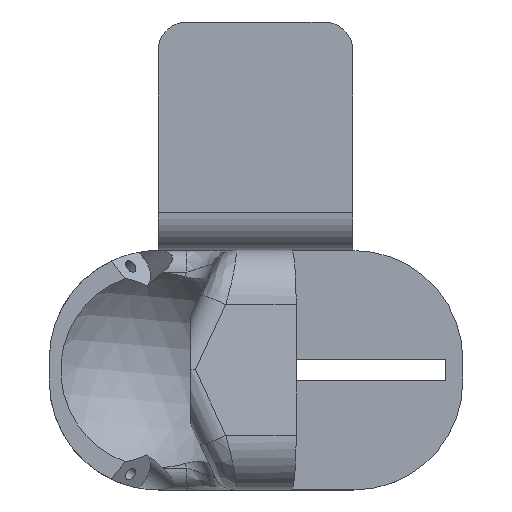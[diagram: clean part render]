
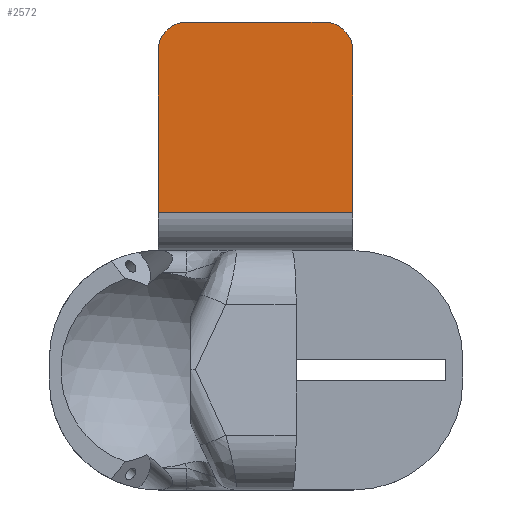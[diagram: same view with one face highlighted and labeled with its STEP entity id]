
A CAD part, top view. The second image highlights one B-rep face of the part: STEP entity #2572.
In plain terms, the highlighted planar face has unit normal (0, 0, 1).
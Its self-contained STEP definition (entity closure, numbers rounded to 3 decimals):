
#182=CIRCLE('',#2827,2.65);
#183=CIRCLE('',#2830,2.65);
#314=FACE_OUTER_BOUND('',#475,.T.);
#475=EDGE_LOOP('',(#2215,#2216,#2217,#2218,#2219,#2220));
#610=LINE('',#4217,#867);
#618=LINE('',#4234,#875);
#701=LINE('',#4409,#958);
#704=LINE('',#4417,#961);
#867=VECTOR('',#3300,10.);
#875=VECTOR('',#3312,10.);
#958=VECTOR('',#3467,10.);
#961=VECTOR('',#3476,10.);
#1149=VERTEX_POINT('',#4214);
#1150=VERTEX_POINT('',#4216);
#1157=VERTEX_POINT('',#4232);
#1213=VERTEX_POINT('',#4408);
#1214=VERTEX_POINT('',#4412);
#1215=VERTEX_POINT('',#4416);
#1455=EDGE_CURVE('',#1149,#1150,#610,.T.);
#1464=EDGE_CURVE('',#1149,#1157,#618,.T.);
#1549=EDGE_CURVE('',#1213,#1150,#701,.T.);
#1551=EDGE_CURVE('',#1214,#1213,#182,.T.);
#1553=EDGE_CURVE('',#1215,#1214,#704,.T.);
#1555=EDGE_CURVE('',#1157,#1215,#183,.T.);
#2215=ORIENTED_EDGE('',*,*,#1455,.F.);
#2216=ORIENTED_EDGE('',*,*,#1464,.T.);
#2217=ORIENTED_EDGE('',*,*,#1555,.T.);
#2218=ORIENTED_EDGE('',*,*,#1553,.T.);
#2219=ORIENTED_EDGE('',*,*,#1551,.T.);
#2220=ORIENTED_EDGE('',*,*,#1549,.T.);
#2431=PLANE('',#2831);
#2572=ADVANCED_FACE('',(#314),#2431,.T.);
#2827=AXIS2_PLACEMENT_3D('',#4413,#3471,#3472);
#2830=AXIS2_PLACEMENT_3D('',#4420,#3480,#3481);
#2831=AXIS2_PLACEMENT_3D('',#4421,#3482,#3483);
#3300=DIRECTION('',(-1.,0.,0.));
#3312=DIRECTION('',(0.,1.,0.));
#3467=DIRECTION('',(0.,-1.,0.));
#3471=DIRECTION('center_axis',(0.,0.,1.));
#3472=DIRECTION('ref_axis',(0.,1.,0.));
#3476=DIRECTION('',(-1.,0.,0.));
#3480=DIRECTION('center_axis',(0.,0.,1.));
#3481=DIRECTION('ref_axis',(1.,0.,0.));
#3482=DIRECTION('center_axis',(0.,0.,1.));
#3483=DIRECTION('ref_axis',(1.,0.,0.));
#4214=CARTESIAN_POINT('',(8.976,42.739,3.5));
#4216=CARTESIAN_POINT('',(-8.924,42.739,3.5));
#4217=CARTESIAN_POINT('',(-4.449,42.739,3.5));
#4232=CARTESIAN_POINT('',(8.976,57.589,3.5));
#4234=CARTESIAN_POINT('',(8.976,57.589,3.5));
#4408=CARTESIAN_POINT('',(-8.924,57.589,3.5));
#4409=CARTESIAN_POINT('',(-8.924,39.239,3.5));
#4412=CARTESIAN_POINT('',(-6.274,60.239,3.5));
#4413=CARTESIAN_POINT('Origin',(-6.274,57.589,3.5));
#4416=CARTESIAN_POINT('',(6.326,60.239,3.5));
#4417=CARTESIAN_POINT('',(-6.274,60.239,3.5));
#4420=CARTESIAN_POINT('Origin',(6.326,57.589,3.5));
#4421=CARTESIAN_POINT('Origin',(0.026,49.739,3.5));
